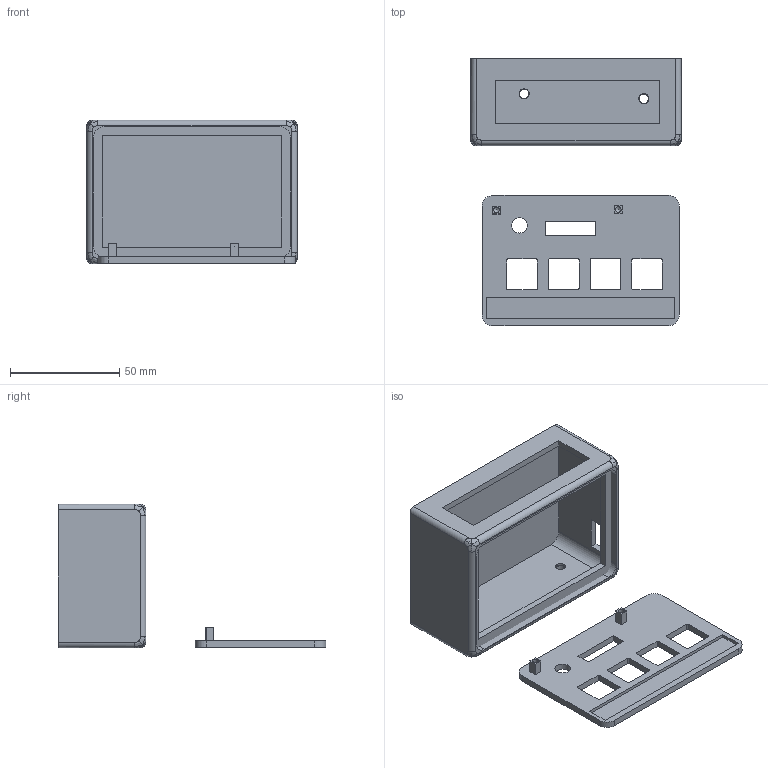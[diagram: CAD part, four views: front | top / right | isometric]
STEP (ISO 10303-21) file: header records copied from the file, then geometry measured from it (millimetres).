
FILE_DESCRIPTION(/* description */ (''),/* implementation_level */ '2;1');
FILE_NAME(/* name */ 'Ayush''s Hackpad case.step',/* time_stamp */ '2025-12-28T15:42:17+05:30',/* author */ (''),/* organization */ (''),/* preprocessor_version */ 'ST-DEVELOPER v20.1',/* originating_system */ 'Autodesk Translation Framework v14.21.0.0',/* authorisation */ '');
FILE_SCHEMA (('AUTOMOTIVE_DESIGN { 1 0 10303 214 3 1 1 }'));
Length unit declared in the file: millimetre
Products named in the file (3): 2025-12-28-15-37-31-892; 2025-12-27-20-15-07-551; 2025-12-27-10-46-34-560
Assembly tree (2 placements, depth 2):
  2025-12-28-15-37-31-892
    2025-12-27-20-15-07-551
    2025-12-27-10-46-34-560
Bounding box: 96.1 x 122.17 x 65.6 mm (x, y, z)
Volume: 65901.5 mm3; surface area: 50098.5 mm2
Topology: 4 solids, 4 shells, 142 faces, 373 edges, 244 vertices
Faces by surface type: plane 77, cylinder 39, bspline 24, cone 2
Full cylindrical faces by diameter (mm): 2.529 x2, 4.2 x2, 4.62 x2, 7 x1
Entity records: 5329 total; most frequent: CARTESIAN_POINT 1722, ORIENTED_EDGE 742, DIRECTION 707, EDGE_CURVE 371, VERTEX_POINT 244, AXIS2_PLACEMENT_3D 237, LINE 233, VECTOR 233
